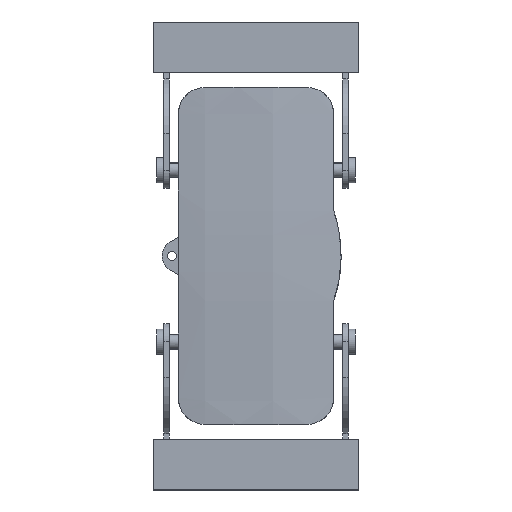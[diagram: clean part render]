
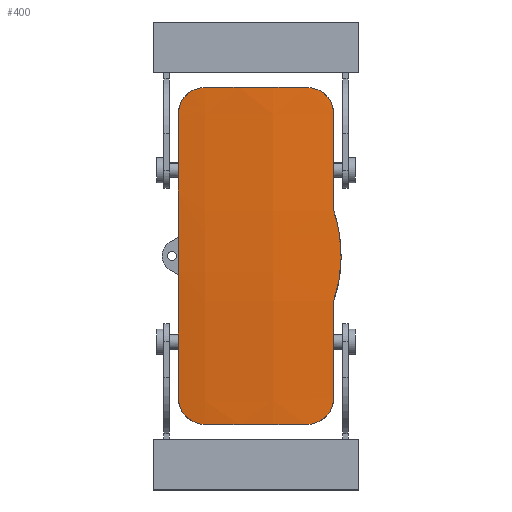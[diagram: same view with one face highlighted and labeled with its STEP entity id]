
A CAD part, top view. The second image highlights one B-rep face of the part: STEP entity #400.
In plain terms, the highlighted face is a revolution surface.
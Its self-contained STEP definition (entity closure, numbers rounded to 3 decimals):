
#350=AXIS2_PLACEMENT_3D('Circle Axis2P3D',#348,#349,$) ;
#375=AXIS2_PLACEMENT_3D('Circle Axis2P3D',#373,#374,$) ;
#227=CARTESIAN_POINT('Vertex',(7.,25.6,34.39)) ;
#231=CARTESIAN_POINT('Control Point',(7.,25.6,34.39)) ;
#232=CARTESIAN_POINT('Control Point',(7.,40.882,35.063)) ;
#233=CARTESIAN_POINT('Control Point',(7.,56.179,35.407)) ;
#234=CARTESIAN_POINT('Control Point',(7.,71.481,35.423)) ;
#235=CARTESIAN_POINT('Control Point',(7.,87.147,35.103)) ;
#236=CARTESIAN_POINT('Control Point',(7.,102.798,34.438)) ;
#237=CARTESIAN_POINT('Control Point',(7.,103.165,34.422)) ;
#238=CARTESIAN_POINT('Control Point',(7.,103.533,34.406)) ;
#239=CARTESIAN_POINT('Control Point',(7.,103.9,34.39)) ;
#240=CARTESIAN_POINT('Vertex',(7.,103.9,34.39)) ;
#303=CARTESIAN_POINT('Control Point',(28.5,18.079,35.589)) ;
#304=CARTESIAN_POINT('Control Point',(28.5,49.165,37.203)) ;
#305=CARTESIAN_POINT('Control Point',(28.5,80.335,37.203)) ;
#306=CARTESIAN_POINT('Control Point',(28.5,111.421,35.589)) ;
#307=CARTESIAN_POINT('Axis1P Location',(28.5,64.75,-113.2)) ;
#312=CARTESIAN_POINT('Control Point',(50.,25.6,34.39)) ;
#313=CARTESIAN_POINT('Control Point',(50.,34.479,34.781)) ;
#314=CARTESIAN_POINT('Control Point',(50.,43.363,35.039)) ;
#315=CARTESIAN_POINT('Control Point',(50.,52.25,35.163)) ;
#316=CARTESIAN_POINT('Vertex',(50.,25.6,34.39)) ;
#318=CARTESIAN_POINT('Vertex',(50.,52.25,35.163)) ;
#322=CARTESIAN_POINT('Control Point',(50.,52.25,35.163)) ;
#323=CARTESIAN_POINT('Control Point',(52.039,58.275,34.953)) ;
#324=CARTESIAN_POINT('Control Point',(52.768,64.75,34.845)) ;
#325=CARTESIAN_POINT('Control Point',(52.039,71.225,34.953)) ;
#326=CARTESIAN_POINT('Control Point',(50.,77.25,35.163)) ;
#327=CARTESIAN_POINT('Vertex',(50.,77.25,35.163)) ;
#331=CARTESIAN_POINT('Control Point',(50.,103.9,34.39)) ;
#332=CARTESIAN_POINT('Control Point',(50.,95.021,34.781)) ;
#333=CARTESIAN_POINT('Control Point',(50.,86.137,35.039)) ;
#334=CARTESIAN_POINT('Control Point',(50.,77.25,35.163)) ;
#335=CARTESIAN_POINT('Vertex',(50.,103.9,34.39)) ;
#339=CARTESIAN_POINT('Control Point',(50.,103.9,34.39)) ;
#340=CARTESIAN_POINT('Control Point',(50.,106.261,34.286)) ;
#341=CARTESIAN_POINT('Control Point',(49.073,108.632,34.309)) ;
#342=CARTESIAN_POINT('Control Point',(47.195,110.485,34.488)) ;
#343=CARTESIAN_POINT('Control Point',(44.848,111.4,34.708)) ;
#344=CARTESIAN_POINT('Control Point',(42.5,111.4,34.93)) ;
#345=CARTESIAN_POINT('Vertex',(42.5,111.4,34.93)) ;
#348=CARTESIAN_POINT('Axis2P3D Location',(28.5,111.4,-113.2)) ;
#352=CARTESIAN_POINT('Vertex',(14.5,111.4,34.93)) ;
#356=CARTESIAN_POINT('Control Point',(7.,103.9,34.39)) ;
#357=CARTESIAN_POINT('Control Point',(7.,106.261,34.286)) ;
#358=CARTESIAN_POINT('Control Point',(7.927,108.632,34.309)) ;
#359=CARTESIAN_POINT('Control Point',(9.805,110.485,34.488)) ;
#360=CARTESIAN_POINT('Control Point',(12.152,111.4,34.708)) ;
#361=CARTESIAN_POINT('Control Point',(14.5,111.4,34.93)) ;
#364=CARTESIAN_POINT('Control Point',(7.,25.6,34.39)) ;
#365=CARTESIAN_POINT('Control Point',(7.,23.239,34.286)) ;
#366=CARTESIAN_POINT('Control Point',(7.927,20.868,34.309)) ;
#367=CARTESIAN_POINT('Control Point',(9.805,19.015,34.488)) ;
#368=CARTESIAN_POINT('Control Point',(12.152,18.1,34.708)) ;
#369=CARTESIAN_POINT('Control Point',(14.5,18.1,34.93)) ;
#370=CARTESIAN_POINT('Vertex',(14.5,18.1,34.93)) ;
#373=CARTESIAN_POINT('Axis2P3D Location',(28.5,18.1,-113.2)) ;
#377=CARTESIAN_POINT('Vertex',(42.5,18.1,34.93)) ;
#381=CARTESIAN_POINT('Control Point',(50.,25.6,34.39)) ;
#382=CARTESIAN_POINT('Control Point',(50.,23.239,34.286)) ;
#383=CARTESIAN_POINT('Control Point',(49.073,20.868,34.309)) ;
#384=CARTESIAN_POINT('Control Point',(47.195,19.015,34.488)) ;
#385=CARTESIAN_POINT('Control Point',(44.848,18.1,34.708)) ;
#386=CARTESIAN_POINT('Control Point',(42.5,18.1,34.93)) ;
#308=DIRECTION('Axis1P Direction',(0.,-1.,0.)) ;
#349=DIRECTION('Axis2P3D Direction',(0.,-1.,0.)) ;
#374=DIRECTION('Axis2P3D Direction',(0.,-1.,0.)) ;
#309=AXIS1_PLACEMENT('Revolution Surface Axis1P',#307,#308) ;
#389=ORIENTED_EDGE('',*,*,#320,.T.) ;
#390=ORIENTED_EDGE('',*,*,#329,.T.) ;
#391=ORIENTED_EDGE('',*,*,#337,.F.) ;
#392=ORIENTED_EDGE('',*,*,#347,.F.) ;
#393=ORIENTED_EDGE('',*,*,#354,.T.) ;
#394=ORIENTED_EDGE('',*,*,#362,.F.) ;
#395=ORIENTED_EDGE('',*,*,#242,.F.) ;
#396=ORIENTED_EDGE('',*,*,#372,.F.) ;
#397=ORIENTED_EDGE('',*,*,#379,.F.) ;
#398=ORIENTED_EDGE('',*,*,#387,.F.) ;
#400=ADVANCED_FACE('Housing',(#399),#310,.F.) ;
#230=B_SPLINE_CURVE_WITH_KNOTS('',5,(#231,#232,#233,#234,#235,#236,#237,#238,#239),.UNSPECIFIED.,.F.,.U.,(6,3,6),(10.619,118.787,121.388),.UNSPECIFIED.) ;
#302=B_SPLINE_CURVE_WITH_KNOTS('',3,(#303,#304,#305,#306),.UNSPECIFIED.,.F.,.U.,(4,4),(1367.025,1460.409),.UNSPECIFIED.) ;
#311=B_SPLINE_CURVE_WITH_KNOTS('',3,(#312,#313,#314,#315),.UNSPECIFIED.,.F.,.U.,(4,4),(10.619,48.325),.UNSPECIFIED.) ;
#321=B_SPLINE_CURVE_WITH_KNOTS('',4,(#322,#323,#324,#325,#326),.UNSPECIFIED.,.F.,.U.,(5,5),(0.,35.996),.UNSPECIFIED.) ;
#330=B_SPLINE_CURVE_WITH_KNOTS('',3,(#331,#332,#333,#334),.UNSPECIFIED.,.F.,.U.,(4,4),(10.619,48.325),.UNSPECIFIED.) ;
#338=B_SPLINE_CURVE_WITH_KNOTS('',5,(#339,#340,#341,#342,#343,#344),.UNSPECIFIED.,.F.,.U.,(6,6),(0.,16.709),.UNSPECIFIED.) ;
#355=B_SPLINE_CURVE_WITH_KNOTS('',5,(#356,#357,#358,#359,#360,#361),.UNSPECIFIED.,.F.,.U.,(6,6),(0.,16.709),.UNSPECIFIED.) ;
#363=B_SPLINE_CURVE_WITH_KNOTS('',5,(#364,#365,#366,#367,#368,#369),.UNSPECIFIED.,.F.,.U.,(6,6),(0.,16.709),.UNSPECIFIED.) ;
#380=B_SPLINE_CURVE_WITH_KNOTS('',5,(#381,#382,#383,#384,#385,#386),.UNSPECIFIED.,.F.,.U.,(6,6),(0.,16.709),.UNSPECIFIED.) ;
#351=CIRCLE('generated circle',#350,148.79) ;
#376=CIRCLE('generated circle',#375,148.79) ;
#242=EDGE_CURVE('',#228,#241,#230,.T.) ;
#320=EDGE_CURVE('',#317,#319,#311,.T.) ;
#329=EDGE_CURVE('',#319,#328,#321,.T.) ;
#337=EDGE_CURVE('',#336,#328,#330,.T.) ;
#347=EDGE_CURVE('',#346,#336,#338,.F.) ;
#354=EDGE_CURVE('',#346,#353,#351,.T.) ;
#362=EDGE_CURVE('',#241,#353,#355,.T.) ;
#372=EDGE_CURVE('',#371,#228,#363,.F.) ;
#379=EDGE_CURVE('',#378,#371,#376,.T.) ;
#387=EDGE_CURVE('',#317,#378,#380,.T.) ;
#388=EDGE_LOOP('',(#389,#390,#391,#392,#393,#394,#395,#396,#397,#398)) ;
#399=FACE_OUTER_BOUND('',#388,.T.) ;
#310=SURFACE_OF_REVOLUTION('Surface of Revolution',#302,#309) ;
#228=VERTEX_POINT('',#227) ;
#241=VERTEX_POINT('',#240) ;
#317=VERTEX_POINT('',#316) ;
#319=VERTEX_POINT('',#318) ;
#328=VERTEX_POINT('',#327) ;
#336=VERTEX_POINT('',#335) ;
#346=VERTEX_POINT('',#345) ;
#353=VERTEX_POINT('',#352) ;
#371=VERTEX_POINT('',#370) ;
#378=VERTEX_POINT('',#377) ;
